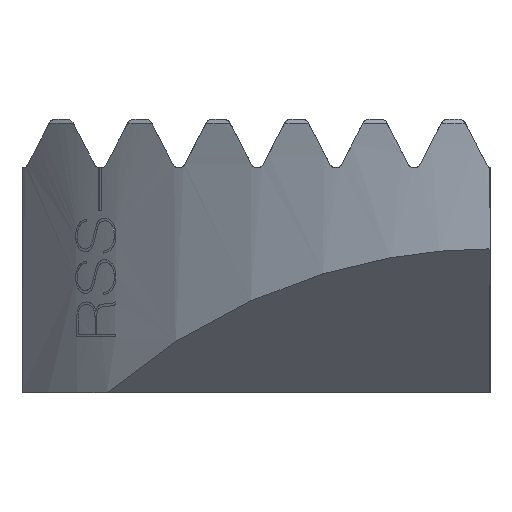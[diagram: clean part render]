
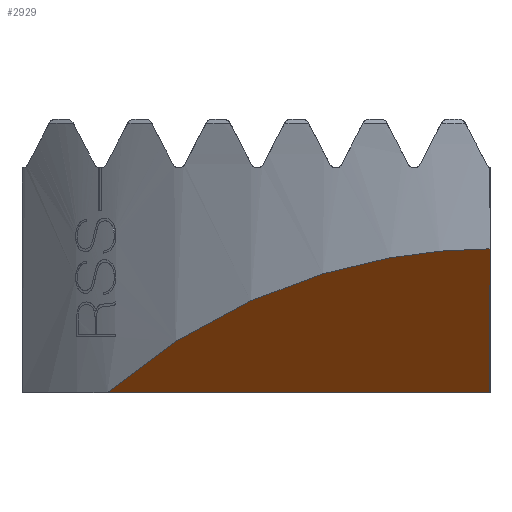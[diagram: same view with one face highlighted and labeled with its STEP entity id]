
A CAD part, left-side view. The second image highlights one B-rep face of the part: STEP entity #2929.
In plain terms, the highlighted planar face has unit normal (-0.707, 0, -0.707).
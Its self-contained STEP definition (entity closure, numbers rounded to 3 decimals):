
#1445=EDGE_CURVE('NONE',#2347,#1579,#3445,.T.);
#1579=VERTEX_POINT('NONE',#3590);
#1857=VERTEX_POINT('NONE',#3891);
#2323=EDGE_CURVE('NONE',#2347,#1857,#4400,.T.);
#2347=VERTEX_POINT('NONE',#4426);
#2663=EDGE_CURVE('NONE',#1579,#1857,#4772,.T.);
#2929=ADVANCED_FACE('NONE',(#5057),#5058,.T.);
#3445=LINE('',#6639,#6640);
#3590=CARTESIAN_POINT('',(-20.,0.2,-21.1));
#3891=CARTESIAN_POINT('',(-31.,0.2,-10.1));
#4400=ELLIPSE('',#10116,63.64,45.0);
#4426=CARTESIAN_POINT('',(-20.,29.479,-21.1));
#4772=LINE('',#11158,#11159);
#5057=FACE_OUTER_BOUND('',#12328,.T.);
#5058=PLANE('',#12329);
#6639=CARTESIAN_POINT('',(-20.,40.6,-21.1));
#6640=VECTOR('',#12852,1.0);
#10116=AXIS2_PLACEMENT_3D('',#13784,#13785,#13786);
#11158=CARTESIAN_POINT('',(-32.275,0.2,-8.825));
#11159=VECTOR('',#14144,1.0);
#12328=EDGE_LOOP('',(#14384,#14385,#14386));
#12329=AXIS2_PLACEMENT_3D('',#14387,#14388,#14389);
#12852=DIRECTION('',(0.0,-1.0,0.0));
#13784=CARTESIAN_POINT('',(14.0,0.0,-55.1));
#13785=DIRECTION('',(0.707,0.0,0.707));
#13786=DIRECTION('',(0.707,0.0,-0.707));
#14144=DIRECTION('',(-0.707,0.0,0.707));
#14384=ORIENTED_EDGE('',*,*,#1445,.T.);
#14385=ORIENTED_EDGE('',*,*,#2663,.T.);
#14386=ORIENTED_EDGE('',*,*,#2323,.F.);
#14387=CARTESIAN_POINT('',(-19.,36.0,-22.1));
#14388=DIRECTION('',(-0.707,0.0,-0.707));
#14389=DIRECTION('',(0.0,1.0,0.0));
